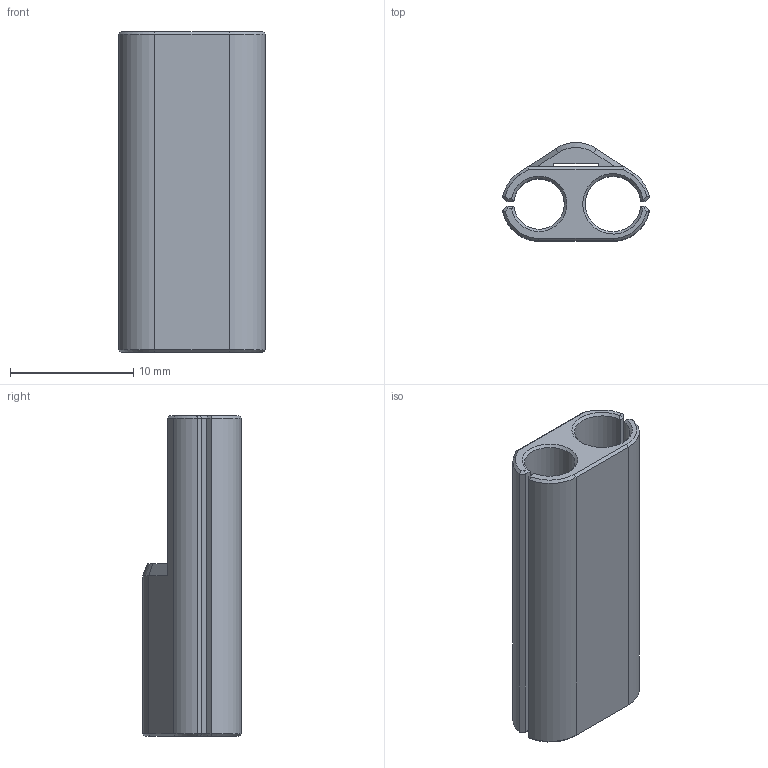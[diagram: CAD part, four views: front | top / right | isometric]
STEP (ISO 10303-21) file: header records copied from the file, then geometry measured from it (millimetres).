
FILE_DESCRIPTION(('Open CASCADE Model'),'2;1');
FILE_NAME('Open CASCADE Shape Model','2024-08-25T12:25:22',('Author'),( 'Open CASCADE'),'Open CASCADE STEP processor 7.7','Open CASCADE 7.7' ,'Unknown');
FILE_SCHEMA(('AUTOMOTIVE_DESIGN { 1 0 10303 214 1 1 1 1 }'));
Length unit declared in the file: millimetre
Products named in the file (1): Open CASCADE STEP translator 7.7 9
Bounding box: 11.9 x 7.99 x 26 mm (x, y, z)
Volume: 969.2 mm3; surface area: 1741.4 mm2
Topology: 1 solids, 1 shells, 74 faces, 174 edges, 102 vertices
Faces by surface type: plane 52, cone 14, cylinder 8
Entity records: 4350 total; most frequent: CARTESIAN_POINT 871, DIRECTION 636, LINE 382, VECTOR 382, ORIENTED_EDGE 348, PCURVE 348, DEFINITIONAL_REPRESENTATION 348, EDGE_CURVE 174
